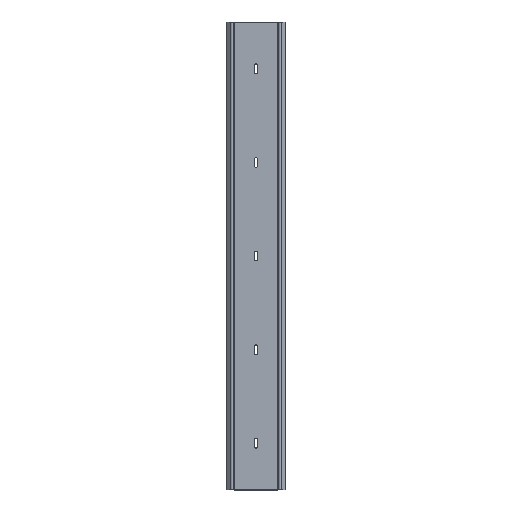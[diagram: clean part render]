
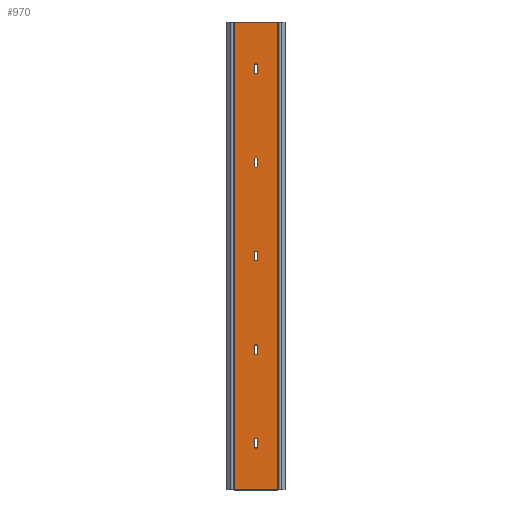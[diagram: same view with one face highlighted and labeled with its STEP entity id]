
A CAD part, top view. The second image highlights one B-rep face of the part: STEP entity #970.
In plain terms, the highlighted planar face has unit normal (0, 0, 1).
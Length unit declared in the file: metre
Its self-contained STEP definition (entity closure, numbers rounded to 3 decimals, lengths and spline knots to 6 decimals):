
#20=CIRCLE('',#1021,0.003);
#22=CIRCLE('',#1025,0.003);
#24=CIRCLE('',#1029,0.003);
#26=CIRCLE('',#1034,0.003);
#28=CIRCLE('',#1039,0.003);
#30=CIRCLE('',#1044,0.003);
#32=CIRCLE('',#1048,0.003);
#34=CIRCLE('',#1051,0.003);
#36=CIRCLE('',#1054,0.003);
#38=CIRCLE('',#1057,0.003);
#222=ORIENTED_EDGE('',*,*,#425,.T.);
#223=ORIENTED_EDGE('',*,*,#422,.F.);
#224=ORIENTED_EDGE('',*,*,#419,.F.);
#225=ORIENTED_EDGE('',*,*,#428,.F.);
#226=ORIENTED_EDGE('',*,*,#415,.T.);
#227=ORIENTED_EDGE('',*,*,#412,.F.);
#228=ORIENTED_EDGE('',*,*,#409,.F.);
#229=ORIENTED_EDGE('',*,*,#430,.F.);
#230=ORIENTED_EDGE('',*,*,#405,.T.);
#231=ORIENTED_EDGE('',*,*,#402,.F.);
#232=ORIENTED_EDGE('',*,*,#399,.F.);
#233=ORIENTED_EDGE('',*,*,#432,.F.);
#234=ORIENTED_EDGE('',*,*,#395,.T.);
#235=ORIENTED_EDGE('',*,*,#392,.F.);
#236=ORIENTED_EDGE('',*,*,#389,.F.);
#237=ORIENTED_EDGE('',*,*,#434,.F.);
#238=ORIENTED_EDGE('',*,*,#385,.F.);
#239=ORIENTED_EDGE('',*,*,#382,.T.);
#240=ORIENTED_EDGE('',*,*,#379,.F.);
#241=ORIENTED_EDGE('',*,*,#436,.F.);
#242=ORIENTED_EDGE('',*,*,#375,.T.);
#243=ORIENTED_EDGE('',*,*,#440,.F.);
#244=ORIENTED_EDGE('',*,*,#371,.F.);
#245=ORIENTED_EDGE('',*,*,#441,.T.);
#371=EDGE_CURVE('',#498,#500,#587,.F.);
#375=EDGE_CURVE('',#504,#502,#591,.F.);
#379=EDGE_CURVE('',#506,#508,#20,.F.);
#382=EDGE_CURVE('',#510,#508,#596,.F.);
#385=EDGE_CURVE('',#510,#512,#22,.F.);
#389=EDGE_CURVE('',#514,#516,#601,.F.);
#392=EDGE_CURVE('',#516,#518,#24,.F.);
#395=EDGE_CURVE('',#520,#518,#605,.F.);
#399=EDGE_CURVE('',#522,#524,#609,.F.);
#402=EDGE_CURVE('',#524,#526,#26,.F.);
#405=EDGE_CURVE('',#528,#526,#613,.F.);
#409=EDGE_CURVE('',#530,#532,#617,.F.);
#412=EDGE_CURVE('',#532,#534,#28,.F.);
#415=EDGE_CURVE('',#536,#534,#621,.F.);
#419=EDGE_CURVE('',#538,#540,#625,.F.);
#422=EDGE_CURVE('',#540,#542,#30,.F.);
#425=EDGE_CURVE('',#544,#542,#629,.F.);
#428=EDGE_CURVE('',#544,#538,#32,.F.);
#430=EDGE_CURVE('',#536,#530,#34,.F.);
#432=EDGE_CURVE('',#528,#522,#36,.F.);
#434=EDGE_CURVE('',#520,#514,#38,.F.);
#436=EDGE_CURVE('',#512,#506,#632,.F.);
#440=EDGE_CURVE('',#500,#502,#636,.T.);
#441=EDGE_CURVE('',#498,#504,#637,.F.);
#498=VERTEX_POINT('',#1445);
#500=VERTEX_POINT('',#1448);
#502=VERTEX_POINT('',#1454);
#504=VERTEX_POINT('',#1457);
#506=VERTEX_POINT('',#1463);
#508=VERTEX_POINT('',#1466);
#510=VERTEX_POINT('',#1472);
#512=VERTEX_POINT('',#1478);
#514=VERTEX_POINT('',#1484);
#516=VERTEX_POINT('',#1487);
#518=VERTEX_POINT('',#1493);
#520=VERTEX_POINT('',#1499);
#522=VERTEX_POINT('',#1505);
#524=VERTEX_POINT('',#1508);
#526=VERTEX_POINT('',#1514);
#528=VERTEX_POINT('',#1520);
#530=VERTEX_POINT('',#1526);
#532=VERTEX_POINT('',#1529);
#534=VERTEX_POINT('',#1535);
#536=VERTEX_POINT('',#1541);
#538=VERTEX_POINT('',#1547);
#540=VERTEX_POINT('',#1550);
#542=VERTEX_POINT('',#1556);
#544=VERTEX_POINT('',#1562);
#587=LINE('',#1447,#687);
#591=LINE('',#1456,#691);
#596=LINE('',#1471,#696);
#601=LINE('',#1486,#701);
#605=LINE('',#1498,#705);
#609=LINE('',#1507,#709);
#613=LINE('',#1519,#713);
#617=LINE('',#1528,#717);
#621=LINE('',#1540,#721);
#625=LINE('',#1549,#725);
#629=LINE('',#1561,#729);
#632=LINE('',#1579,#732);
#636=LINE('',#1585,#736);
#637=LINE('',#1586,#737);
#687=VECTOR('',#1150,1.);
#691=VECTOR('',#1156,1.);
#696=VECTOR('',#1169,1.);
#701=VECTOR('',#1182,1.);
#705=VECTOR('',#1194,1.);
#709=VECTOR('',#1200,1.);
#713=VECTOR('',#1212,1.);
#717=VECTOR('',#1218,1.);
#721=VECTOR('',#1230,1.);
#725=VECTOR('',#1236,1.);
#729=VECTOR('',#1248,1.);
#732=VECTOR('',#1277,1.);
#736=VECTOR('',#1285,1.);
#737=VECTOR('',#1286,1.);
#799=EDGE_LOOP('',(#222,#223,#224,#225));
#800=EDGE_LOOP('',(#226,#227,#228,#229));
#801=EDGE_LOOP('',(#230,#231,#232,#233));
#802=EDGE_LOOP('',(#234,#235,#236,#237));
#803=EDGE_LOOP('',(#238,#239,#240,#241));
#804=EDGE_LOOP('',(#242,#243,#244,#245));
#867=FACE_BOUND('',#799,.T.);
#868=FACE_BOUND('',#800,.T.);
#869=FACE_BOUND('',#801,.T.);
#870=FACE_BOUND('',#802,.T.);
#871=FACE_BOUND('',#803,.T.);
#872=FACE_BOUND('',#804,.T.);
#920=PLANE('',#1061);
#970=ADVANCED_FACE('',(#867,#868,#869,#870,#871,#872),#920,.F.);
#1021=AXIS2_PLACEMENT_3D('',#1465,#1162,#1163);
#1025=AXIS2_PLACEMENT_3D('',#1477,#1174,#1175);
#1029=AXIS2_PLACEMENT_3D('',#1492,#1187,#1188);
#1034=AXIS2_PLACEMENT_3D('',#1513,#1205,#1206);
#1039=AXIS2_PLACEMENT_3D('',#1534,#1223,#1224);
#1044=AXIS2_PLACEMENT_3D('',#1555,#1241,#1242);
#1048=AXIS2_PLACEMENT_3D('',#1567,#1253,#1254);
#1051=AXIS2_PLACEMENT_3D('',#1570,#1259,#1260);
#1054=AXIS2_PLACEMENT_3D('',#1573,#1265,#1266);
#1057=AXIS2_PLACEMENT_3D('',#1576,#1271,#1272);
#1061=AXIS2_PLACEMENT_3D('',#1584,#1283,#1284);
#1150=DIRECTION('',(-1.,0.,0.));
#1156=DIRECTION('',(-1.,0.,0.));
#1162=DIRECTION('',(0.,0.,-1.));
#1163=DIRECTION('',(-1.,0.,0.));
#1169=DIRECTION('',(0.,1.,0.));
#1174=DIRECTION('',(0.,0.,-1.));
#1175=DIRECTION('',(-1.,0.,0.));
#1182=DIRECTION('',(0.,1.,0.));
#1187=DIRECTION('',(0.,0.,-1.));
#1188=DIRECTION('',(-1.,0.,0.));
#1194=DIRECTION('',(0.,1.,0.));
#1200=DIRECTION('',(0.,1.,0.));
#1205=DIRECTION('',(0.,0.,-1.));
#1206=DIRECTION('',(-1.,0.,0.));
#1212=DIRECTION('',(0.,1.,0.));
#1218=DIRECTION('',(0.,1.,0.));
#1223=DIRECTION('',(0.,0.,-1.));
#1224=DIRECTION('',(-1.,0.,0.));
#1230=DIRECTION('',(0.,1.,0.));
#1236=DIRECTION('',(0.,1.,0.));
#1241=DIRECTION('',(0.,0.,-1.));
#1242=DIRECTION('',(-1.,0.,0.));
#1248=DIRECTION('',(0.,1.,0.));
#1253=DIRECTION('',(0.,0.,-1.));
#1254=DIRECTION('',(-1.,0.,0.));
#1259=DIRECTION('',(0.,0.,-1.));
#1260=DIRECTION('',(-1.,0.,0.));
#1265=DIRECTION('',(0.,0.,-1.));
#1266=DIRECTION('',(-1.,0.,0.));
#1271=DIRECTION('',(0.,0.,-1.));
#1272=DIRECTION('',(-1.,0.,0.));
#1277=DIRECTION('',(0.,1.,0.));
#1283=DIRECTION('',(0.,0.,-1.));
#1284=DIRECTION('',(-1.,0.,0.));
#1285=DIRECTION('',(0.,-1.,0.));
#1286=DIRECTION('',(0.,1.,0.));
#1445=CARTESIAN_POINT('',(0.01396,0.,-0.04804));
#1447=CARTESIAN_POINT('',(0.042486,0.,-0.04804));
#1448=CARTESIAN_POINT('',(0.10796,0.,-0.04804));
#1454=CARTESIAN_POINT('',(0.10796,-1.,-0.04804));
#1456=CARTESIAN_POINT('',(0.042486,-1.,-0.04804));
#1457=CARTESIAN_POINT('',(0.01396,-1.,-0.04804));
#1463=CARTESIAN_POINT('',(0.05796,-0.5075,-0.04804));
#1465=CARTESIAN_POINT('',(0.06096,-0.5075,-0.04804));
#1466=CARTESIAN_POINT('',(0.06396,-0.5075,-0.04804));
#1471=CARTESIAN_POINT('',(0.06396,0.,-0.04804));
#1472=CARTESIAN_POINT('',(0.06396,-0.4925,-0.04804));
#1477=CARTESIAN_POINT('',(0.06096,-0.4925,-0.04804));
#1478=CARTESIAN_POINT('',(0.05796,-0.4925,-0.04804));
#1484=CARTESIAN_POINT('',(0.05796,-0.6925,-0.04804));
#1486=CARTESIAN_POINT('',(0.05796,0.,-0.04804));
#1487=CARTESIAN_POINT('',(0.05796,-0.7075,-0.04804));
#1492=CARTESIAN_POINT('',(0.06096,-0.7075,-0.04804));
#1493=CARTESIAN_POINT('',(0.06396,-0.7075,-0.04804));
#1498=CARTESIAN_POINT('',(0.06396,0.,-0.04804));
#1499=CARTESIAN_POINT('',(0.06396,-0.6925,-0.04804));
#1505=CARTESIAN_POINT('',(0.05796,-0.8925,-0.04804));
#1507=CARTESIAN_POINT('',(0.05796,0.,-0.04804));
#1508=CARTESIAN_POINT('',(0.05796,-0.9075,-0.04804));
#1513=CARTESIAN_POINT('',(0.06096,-0.9075,-0.04804));
#1514=CARTESIAN_POINT('',(0.06396,-0.9075,-0.04804));
#1519=CARTESIAN_POINT('',(0.06396,0.,-0.04804));
#1520=CARTESIAN_POINT('',(0.06396,-0.8925,-0.04804));
#1526=CARTESIAN_POINT('',(0.05796,-0.2925,-0.04804));
#1528=CARTESIAN_POINT('',(0.05796,0.,-0.04804));
#1529=CARTESIAN_POINT('',(0.05796,-0.3075,-0.04804));
#1534=CARTESIAN_POINT('',(0.06096,-0.3075,-0.04804));
#1535=CARTESIAN_POINT('',(0.06396,-0.3075,-0.04804));
#1540=CARTESIAN_POINT('',(0.06396,0.,-0.04804));
#1541=CARTESIAN_POINT('',(0.06396,-0.2925,-0.04804));
#1547=CARTESIAN_POINT('',(0.05796,-0.0925,-0.04804));
#1549=CARTESIAN_POINT('',(0.05796,0.,-0.04804));
#1550=CARTESIAN_POINT('',(0.05796,-0.1075,-0.04804));
#1555=CARTESIAN_POINT('',(0.06096,-0.1075,-0.04804));
#1556=CARTESIAN_POINT('',(0.06396,-0.1075,-0.04804));
#1561=CARTESIAN_POINT('',(0.06396,0.,-0.04804));
#1562=CARTESIAN_POINT('',(0.06396,-0.0925,-0.04804));
#1567=CARTESIAN_POINT('',(0.06096,-0.0925,-0.04804));
#1570=CARTESIAN_POINT('',(0.06096,-0.2925,-0.04804));
#1573=CARTESIAN_POINT('',(0.06096,-0.8925,-0.04804));
#1576=CARTESIAN_POINT('',(0.06096,-0.6925,-0.04804));
#1579=CARTESIAN_POINT('',(0.05796,0.,-0.04804));
#1584=CARTESIAN_POINT('',(0.042486,0.,-0.04804));
#1585=CARTESIAN_POINT('',(0.10796,0.,-0.04804));
#1586=CARTESIAN_POINT('',(0.01396,0.,-0.04804));
